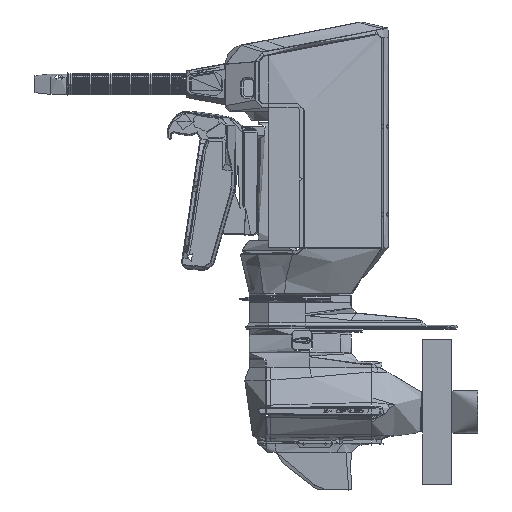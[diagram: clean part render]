
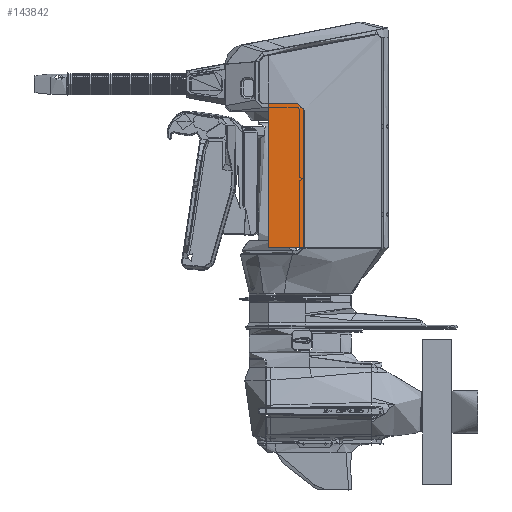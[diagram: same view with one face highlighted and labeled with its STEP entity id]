
A CAD part, front view. The second image highlights one B-rep face of the part: STEP entity #143842.
In plain terms, the highlighted free-form (B-spline) face has degree [3, 1] with [8, 3] control points.
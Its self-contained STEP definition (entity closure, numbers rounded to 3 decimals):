
#5777 = EDGE_LOOP ( 'NONE', ( #85652, #14530, #73634, #176858 ) ) ;
#10332 = CARTESIAN_POINT ( 'NONE',  ( 40.427, -99.464, 148.246 ) ) ;
#14530 = ORIENTED_EDGE ( 'NONE', *, *, #365569, .T. ) ;
#25808 = CARTESIAN_POINT ( 'NONE',  ( 70.657, -97.146, 144.453 ) ) ;
#27676 = CARTESIAN_POINT ( 'NONE',  ( 70.436, -97.163, 144.453 ) ) ;
#31877 = CARTESIAN_POINT ( 'NONE',  ( 70.657, -97.146, 148.246 ) ) ;
#33301 = CARTESIAN_POINT ( 'NONE',  ( 70.436, -97.163, 527.531 ) ) ;
#44620 = CARTESIAN_POINT ( 'NONE',  ( 70.436, -97.163, 527.531 ) ) ;
#55660 = B_SPLINE_CURVE_WITH_KNOTS ( 'NONE', 1,
 ( #169562, #162109 ),
 .UNSPECIFIED., .F., .F.,
 ( 2, 2 ),
 ( 0., 0.032 ),
 .UNSPECIFIED. ) ;
#56777 = CARTESIAN_POINT ( 'NONE',  ( -21.942, -100.566, 527.531 ) ) ;
#65036 = CARTESIAN_POINT ( 'NONE',  ( 70.216, -97.18, 148.246 ) ) ;
#67505 = CARTESIAN_POINT ( 'NONE',  ( 69.995, -97.197, 144.453 ) ) ;
#73634 = ORIENTED_EDGE ( 'NONE', *, *, #345279, .T. ) ;
#76020 = VERTEX_POINT ( 'NONE', #31877 ) ;
#85652 = ORIENTED_EDGE ( 'NONE', *, *, #94851, .T. ) ;
#90433 = CARTESIAN_POINT ( 'NONE',  ( 70.436, -97.163, 148.246 ) ) ;
#94207 = CARTESIAN_POINT ( 'NONE',  ( -22.515, -100.566, 527.531 ) ) ;
#94851 = EDGE_CURVE ( 'NONE', #105753, #302384, #202864, .T. ) ;
#103644 = CARTESIAN_POINT ( 'NONE',  ( 40.601, -99.45, 527.531 ) ) ;
#105753 = VERTEX_POINT ( 'NONE', #322047 ) ;
#113375 = CARTESIAN_POINT ( 'NONE',  ( 70.657, -97.146, 527.531 ) ) ;
#118426 = CARTESIAN_POINT ( 'NONE',  ( 9.888, -100.566, 148.246 ) ) ;
#119028 = FACE_OUTER_BOUND ( 'NONE', #5777, .T. ) ;
#120306 = CARTESIAN_POINT ( 'NONE',  ( 70.436, -97.163, 148.246 ) ) ;
#132245 = CARTESIAN_POINT ( 'NONE',  ( 70.216, -97.18, 527.531 ) ) ;
#143842 = ADVANCED_FACE ( 'NONE', ( #119028 ), #355909, .T. ) ;
#149153 = B_SPLINE_CURVE_WITH_KNOTS ( 'NONE', 3,
 ( #150783, #118426, #350803, #325978, #265088, #65036, #120306, #181203 ),
 .UNSPECIFIED., .F., .F.,
 ( 4, 1, 3, 4 ),
 ( 0., 0.031, 0.031, 0.032 ),
 .UNSPECIFIED. ) ;
#149513 = CARTESIAN_POINT ( 'NONE',  ( 70.216, -97.18, 148.246 ) ) ;
#150783 = CARTESIAN_POINT ( 'NONE',  ( -21.942, -100.566, 148.246 ) ) ;
#162109 = CARTESIAN_POINT ( 'NONE',  ( -21.942, -100.566, 148.246 ) ) ;
#165281 = B_SPLINE_CURVE_WITH_KNOTS ( 'NONE', 1,
 ( #223916, #113375 ),
 .UNSPECIFIED., .F., .F.,
 ( 2, 2 ),
 ( 0., 0.032 ),
 .UNSPECIFIED. ) ;
#169562 = CARTESIAN_POINT ( 'NONE',  ( -21.942, -100.566, 527.531 ) ) ;
#176858 = ORIENTED_EDGE ( 'NONE', *, *, #308288, .T. ) ;
#181203 = CARTESIAN_POINT ( 'NONE',  ( 70.657, -97.146, 148.246 ) ) ;
#183669 = CARTESIAN_POINT ( 'NONE',  ( 9.522, -100.579, 148.246 ) ) ;
#202864 = B_SPLINE_CURVE_WITH_KNOTS ( 'NONE', 3,
 ( #309280, #44620, #132245, #362702, #364590, #103644, #219837, #244643 ),
 .UNSPECIFIED., .F., .F.,
 ( 4, 3, 1, 4 ),
 ( 0., 0., 0., 0.031 ),
 .UNSPECIFIED. ) ;
#206624 = CARTESIAN_POINT ( 'NONE',  ( 70.216, -97.18, 144.453 ) ) ;
#209626 = VERTEX_POINT ( 'NONE', #214045 ) ;
#210410 = CARTESIAN_POINT ( 'NONE',  ( 69.821, -97.21, 148.246 ) ) ;
#212253 = CARTESIAN_POINT ( 'NONE',  ( 69.821, -97.21, 144.453 ) ) ;
#214045 = CARTESIAN_POINT ( 'NONE',  ( -21.942, -100.566, 148.246 ) ) ;
#219837 = CARTESIAN_POINT ( 'NONE',  ( 9.888, -100.566, 527.531 ) ) ;
#223916 = CARTESIAN_POINT ( 'NONE',  ( 70.657, -97.146, 148.246 ) ) ;
#235211 = CARTESIAN_POINT ( 'NONE',  ( 70.657, -97.146, 527.531 ) ) ;
#240851 = CARTESIAN_POINT ( 'NONE',  ( 9.522, -100.579, 144.453 ) ) ;
#244643 = CARTESIAN_POINT ( 'NONE',  ( -21.942, -100.566, 527.531 ) ) ;
#265088 = CARTESIAN_POINT ( 'NONE',  ( 69.995, -97.197, 148.246 ) ) ;
#265687 = CARTESIAN_POINT ( 'NONE',  ( 69.995, -97.197, 148.246 ) ) ;
#267563 = CARTESIAN_POINT ( 'NONE',  ( 69.821, -97.21, 527.531 ) ) ;
#275069 = CARTESIAN_POINT ( 'NONE',  ( 40.427, -99.464, 144.453 ) ) ;
#299841 = CARTESIAN_POINT ( 'NONE',  ( -22.515, -100.566, 144.453 ) ) ;
#302384 = VERTEX_POINT ( 'NONE', #56777 ) ;
#308288 = EDGE_CURVE ( 'NONE', #76020, #105753, #165281, .T. ) ;
#309280 = CARTESIAN_POINT ( 'NONE',  ( 70.657, -97.146, 527.531 ) ) ;
#322047 = CARTESIAN_POINT ( 'NONE',  ( 70.657, -97.146, 527.531 ) ) ;
#322822 = CARTESIAN_POINT ( 'NONE',  ( 69.995, -97.197, 527.531 ) ) ;
#325978 = CARTESIAN_POINT ( 'NONE',  ( 69.821, -97.21, 148.246 ) ) ;
#326579 = CARTESIAN_POINT ( 'NONE',  ( -22.515, -100.566, 148.246 ) ) ;
#328441 = CARTESIAN_POINT ( 'NONE',  ( 9.522, -100.579, 527.531 ) ) ;
#345279 = EDGE_CURVE ( 'NONE', #209626, #76020, #149153, .T. ) ;
#350803 = CARTESIAN_POINT ( 'NONE',  ( 40.601, -99.45, 148.246 ) ) ;
#351410 = CARTESIAN_POINT ( 'NONE',  ( 70.657, -97.146, 148.246 ) ) ;
#355183 = CARTESIAN_POINT ( 'NONE',  ( 40.427, -99.464, 527.531 ) ) ;
#355909 = B_SPLINE_SURFACE_WITH_KNOTS ( 'NONE', 3, 1, ( 
 ( #235211, #351410, #25808 ),
 ( #33301, #90433, #27676 ),
 ( #376214, #149513, #206624 ),
 ( #322822, #265687, #67505 ),
 ( #267563, #210410, #212253 ),
 ( #355183, #10332, #275069 ),
 ( #328441, #183669, #240851 ),
 ( #94207, #326579, #299841 ) ),
 .UNSPECIFIED., .F., .F., .F.,
 ( 4, 3, 1, 4 ),
 ( 2, 1, 2 ),
 ( 0., 0., 0., 0.032 ),
 ( 0., 0.032, 0.032 ),
 .UNSPECIFIED. ) ;
#362702 = CARTESIAN_POINT ( 'NONE',  ( 69.995, -97.197, 527.531 ) ) ;
#364590 = CARTESIAN_POINT ( 'NONE',  ( 69.821, -97.21, 527.531 ) ) ;
#365569 = EDGE_CURVE ( 'NONE', #302384, #209626, #55660, .T. ) ;
#376214 = CARTESIAN_POINT ( 'NONE',  ( 70.216, -97.18, 527.531 ) ) ;
